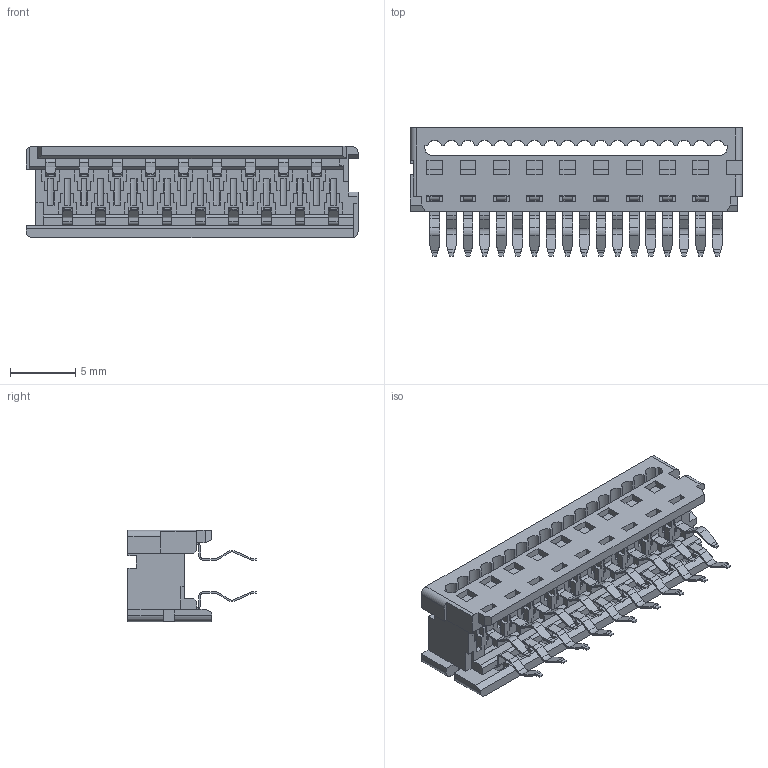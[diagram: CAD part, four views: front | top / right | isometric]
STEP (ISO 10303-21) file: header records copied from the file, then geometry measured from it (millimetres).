
FILE_DESCRIPTION((''),'2;1');
FILE_NAME('905841318','2014-03-26T',('me'),(''),'PRO/ENGINEER BY PARAMETRIC TECHNOLOGY CORPORATION, 2011490','PRO/ENGINEER BY PARAMETRIC TECHNOLOGY CORPORATION, 2011490','');
FILE_SCHEMA(('CONFIG_CONTROL_DESIGN'));
Length unit declared in the file: millimetre
Products named in the file (1): 905841318
Bounding box: 25.37 x 9.8 x 7 mm (x, y, z)
Volume: 600.2 mm3; surface area: 1735.8 mm2
Topology: 1 solids, 1 shells, 1227 faces, 3713 edges, 2462 vertices
Faces by surface type: plane 1003, cylinder 224
Entity records: 41354 total; most frequent: CARTESIAN_POINT 7519, ORIENTED_EDGE 7354, DIRECTION 6579, EDGE_CURVE 3677, VECTOR 3159, LINE 3159, VERTEX_POINT 2426, AXIS2_PLACEMENT_3D 1710
